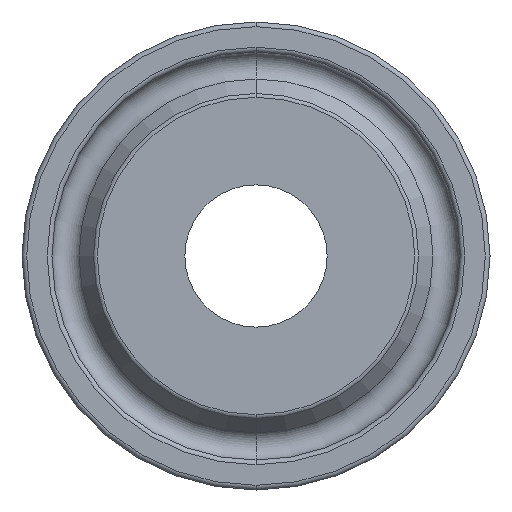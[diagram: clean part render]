
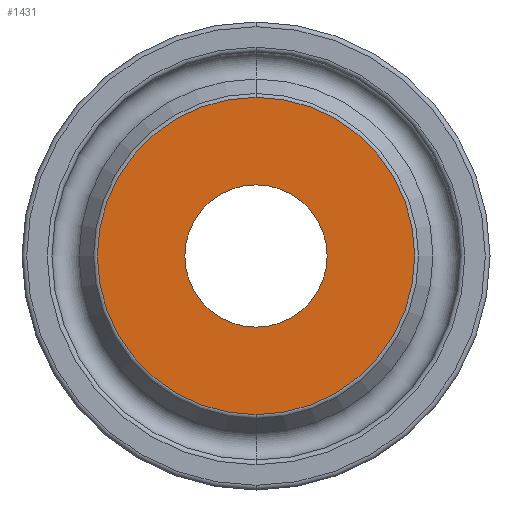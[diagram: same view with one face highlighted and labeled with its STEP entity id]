
A CAD part, front view. The second image highlights one B-rep face of the part: STEP entity #1431.
In plain terms, the highlighted planar face has unit normal (0, -1, 0).
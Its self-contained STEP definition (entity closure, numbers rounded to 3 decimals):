
#18 = CIRCLE ( 'NONE', #48, 8.475 ) ;
#48 = AXIS2_PLACEMENT_3D ( 'NONE', #371, #918, #355 ) ;
#52 = EDGE_LOOP ( 'NONE', ( #528, #1450 ) ) ;
#67 = CARTESIAN_POINT ( 'NONE',  ( 0., 0.8, -3.8 ) ) ;
#68 = CIRCLE ( 'NONE', #1324, 3.8 ) ;
#89 = EDGE_CURVE ( 'NONE', #1770, #154, #18, .T. ) ;
#135 = CIRCLE ( 'NONE', #750, 3.8 ) ;
#146 = DIRECTION ( 'NONE',  ( 0., 0., -1. ) ) ;
#154 = VERTEX_POINT ( 'NONE', #964 ) ;
#200 = DIRECTION ( 'NONE',  ( 0., -1., 0. ) ) ;
#240 = VERTEX_POINT ( 'NONE', #541 ) ;
#284 = CARTESIAN_POINT ( 'NONE',  ( 0., 0.8, 0. ) ) ;
#305 = CARTESIAN_POINT ( 'NONE',  ( 5., 0.8, 0. ) ) ;
#355 = DIRECTION ( 'NONE',  ( 0., 0., -1. ) ) ;
#371 = CARTESIAN_POINT ( 'NONE',  ( 0., 0.8, 0. ) ) ;
#432 = CARTESIAN_POINT ( 'NONE',  ( 0., 0.8, 0. ) ) ;
#497 = CARTESIAN_POINT ( 'NONE',  ( 0., 0.8, -8.475 ) ) ;
#528 = ORIENTED_EDGE ( 'NONE', *, *, #1243, .F. ) ;
#541 = CARTESIAN_POINT ( 'NONE',  ( 0., 0.8, 3.8 ) ) ;
#590 = CARTESIAN_POINT ( 'NONE',  ( 0., 0.8, 0. ) ) ;
#704 = DIRECTION ( 'NONE',  ( 0., 0., -1. ) ) ;
#717 = EDGE_LOOP ( 'NONE', ( #1548, #1741 ) ) ;
#721 = PLANE ( 'NONE',  #1571 ) ;
#750 = AXIS2_PLACEMENT_3D ( 'NONE', #590, #1169, #704 ) ;
#918 = DIRECTION ( 'NONE',  ( 0., -1., 0. ) ) ;
#964 = CARTESIAN_POINT ( 'NONE',  ( 0., 0.8, 8.475 ) ) ;
#1030 = DIRECTION ( 'NONE',  ( 0., 0., -1. ) ) ;
#1054 = CIRCLE ( 'NONE', #1657, 8.475 ) ;
#1169 = DIRECTION ( 'NONE',  ( 0., -1., 0. ) ) ;
#1243 = EDGE_CURVE ( 'NONE', #1518, #240, #68, .T. ) ;
#1311 = EDGE_CURVE ( 'NONE', #154, #1770, #1054, .T. ) ;
#1324 = AXIS2_PLACEMENT_3D ( 'NONE', #432, #1651, #146 ) ;
#1394 = DIRECTION ( 'NONE',  ( 0., 0., -1. ) ) ;
#1431 = ADVANCED_FACE ( 'NONE', ( #1446, #1453 ), #721, .T. ) ;
#1446 = FACE_OUTER_BOUND ( 'NONE', #717, .T. ) ;
#1450 = ORIENTED_EDGE ( 'NONE', *, *, #1625, .F. ) ;
#1453 = FACE_BOUND ( 'NONE', #52, .T. ) ;
#1514 = DIRECTION ( 'NONE',  ( 0., -1., 0. ) ) ;
#1518 = VERTEX_POINT ( 'NONE', #67 ) ;
#1548 = ORIENTED_EDGE ( 'NONE', *, *, #89, .T. ) ;
#1571 = AXIS2_PLACEMENT_3D ( 'NONE', #305, #200, #1030 ) ;
#1625 = EDGE_CURVE ( 'NONE', #240, #1518, #135, .T. ) ;
#1651 = DIRECTION ( 'NONE',  ( 0., -1., 0. ) ) ;
#1657 = AXIS2_PLACEMENT_3D ( 'NONE', #284, #1514, #1394 ) ;
#1741 = ORIENTED_EDGE ( 'NONE', *, *, #1311, .T. ) ;
#1770 = VERTEX_POINT ( 'NONE', #497 ) ;
